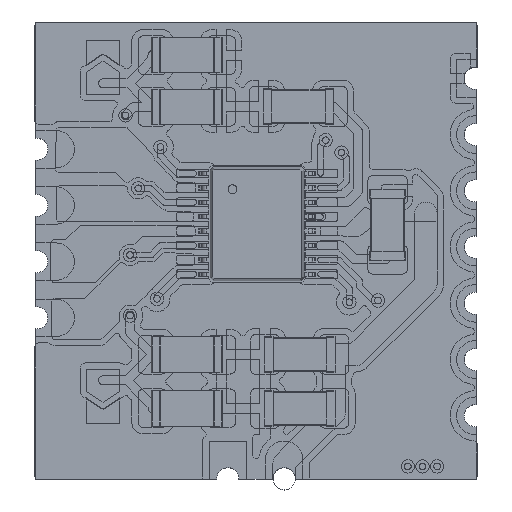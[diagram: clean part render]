
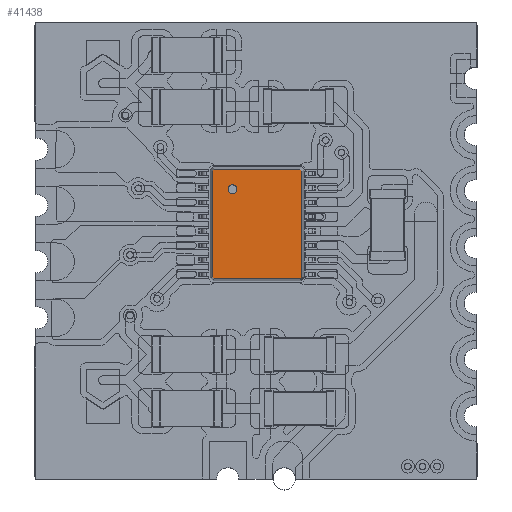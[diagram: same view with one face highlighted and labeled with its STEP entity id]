
A CAD part, top view. The second image highlights one B-rep face of the part: STEP entity #41438.
In plain terms, the highlighted planar face has unit normal (0, 0, 1).
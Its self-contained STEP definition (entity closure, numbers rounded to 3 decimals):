
#39509 = VERTEX_POINT('',#39510);
#39510 = CARTESIAN_POINT('',(2.014,-2.382,1.6));
#39515 = EDGE_CURVE('',#39516,#39509,#39518,.T.);
#39516 = VERTEX_POINT('',#39517);
#39517 = CARTESIAN_POINT('',(2.014,2.382,1.6));
#39518 = LINE('',#39519,#39520);
#39519 = CARTESIAN_POINT('',(2.014,2.382,1.6));
#39520 = VECTOR('',#39521,1.);
#39521 = DIRECTION('',(0.,-1.,0.));
#41421 = EDGE_CURVE('',#41422,#39516,#41424,.T.);
#41422 = VERTEX_POINT('',#41423);
#41423 = CARTESIAN_POINT('',(1.932,2.464,1.6));
#41424 = LINE('',#41425,#41426);
#41425 = CARTESIAN_POINT('',(1.932,2.464,1.6));
#41426 = VECTOR('',#41427,1.);
#41427 = DIRECTION('',(0.707,-0.707,0.));
#41438 = ADVANCED_FACE('',(#41439,#41489),#41500,.T.);
#41439 = FACE_BOUND('',#41440,.T.);
#41440 = EDGE_LOOP('',(#41441,#41449,#41457,#41465,#41473,#41481,#41487,
    #41488));
#41441 = ORIENTED_EDGE('',*,*,#41442,.F.);
#41442 = EDGE_CURVE('',#41443,#41422,#41445,.T.);
#41443 = VERTEX_POINT('',#41444);
#41444 = CARTESIAN_POINT('',(-1.932,2.464,1.6));
#41445 = LINE('',#41446,#41447);
#41446 = CARTESIAN_POINT('',(-1.932,2.464,1.6));
#41447 = VECTOR('',#41448,1.);
#41448 = DIRECTION('',(1.,0.,0.));
#41449 = ORIENTED_EDGE('',*,*,#41450,.F.);
#41450 = EDGE_CURVE('',#41451,#41443,#41453,.T.);
#41451 = VERTEX_POINT('',#41452);
#41452 = CARTESIAN_POINT('',(-2.014,2.382,1.6));
#41453 = LINE('',#41454,#41455);
#41454 = CARTESIAN_POINT('',(-2.014,2.382,1.6));
#41455 = VECTOR('',#41456,1.);
#41456 = DIRECTION('',(0.707,0.707,0.));
#41457 = ORIENTED_EDGE('',*,*,#41458,.F.);
#41458 = EDGE_CURVE('',#41459,#41451,#41461,.T.);
#41459 = VERTEX_POINT('',#41460);
#41460 = CARTESIAN_POINT('',(-2.014,-2.382,1.6));
#41461 = LINE('',#41462,#41463);
#41462 = CARTESIAN_POINT('',(-2.014,-2.382,1.6));
#41463 = VECTOR('',#41464,1.);
#41464 = DIRECTION('',(0.,1.,0.));
#41465 = ORIENTED_EDGE('',*,*,#41466,.F.);
#41466 = EDGE_CURVE('',#41467,#41459,#41469,.T.);
#41467 = VERTEX_POINT('',#41468);
#41468 = CARTESIAN_POINT('',(-1.932,-2.464,1.6));
#41469 = LINE('',#41470,#41471);
#41470 = CARTESIAN_POINT('',(-1.932,-2.464,1.6));
#41471 = VECTOR('',#41472,1.);
#41472 = DIRECTION('',(-0.707,0.707,0.));
#41473 = ORIENTED_EDGE('',*,*,#41474,.F.);
#41474 = EDGE_CURVE('',#41475,#41467,#41477,.T.);
#41475 = VERTEX_POINT('',#41476);
#41476 = CARTESIAN_POINT('',(1.932,-2.464,1.6));
#41477 = LINE('',#41478,#41479);
#41478 = CARTESIAN_POINT('',(1.932,-2.464,1.6));
#41479 = VECTOR('',#41480,1.);
#41480 = DIRECTION('',(-1.,0.,0.));
#41481 = ORIENTED_EDGE('',*,*,#41482,.F.);
#41482 = EDGE_CURVE('',#39509,#41475,#41483,.T.);
#41483 = LINE('',#41484,#41485);
#41484 = CARTESIAN_POINT('',(2.014,-2.382,1.6));
#41485 = VECTOR('',#41486,1.);
#41486 = DIRECTION('',(-0.707,-0.707,0.));
#41487 = ORIENTED_EDGE('',*,*,#39515,.F.);
#41488 = ORIENTED_EDGE('',*,*,#41421,.F.);
#41489 = FACE_BOUND('',#41490,.T.);
#41490 = EDGE_LOOP('',(#41491));
#41491 = ORIENTED_EDGE('',*,*,#41492,.F.);
#41492 = EDGE_CURVE('',#41493,#41493,#41495,.T.);
#41493 = VERTEX_POINT('',#41494);
#41494 = CARTESIAN_POINT('',(-1.114,1.364,1.6));
#41495 = CIRCLE('',#41496,0.2);
#41496 = AXIS2_PLACEMENT_3D('',#41497,#41498,#41499);
#41497 = CARTESIAN_POINT('',(-1.114,1.564,1.6));
#41498 = DIRECTION('',(0.,0.,1.));
#41499 = DIRECTION('',(0.,-1.,0.));
#41500 = PLANE('',#41501);
#41501 = AXIS2_PLACEMENT_3D('',#41502,#41503,#41504);
#41502 = CARTESIAN_POINT('',(-1.932,2.464,1.6));
#41503 = DIRECTION('',(0.,0.,1.));
#41504 = DIRECTION('',(0.617,-0.787,0.));
